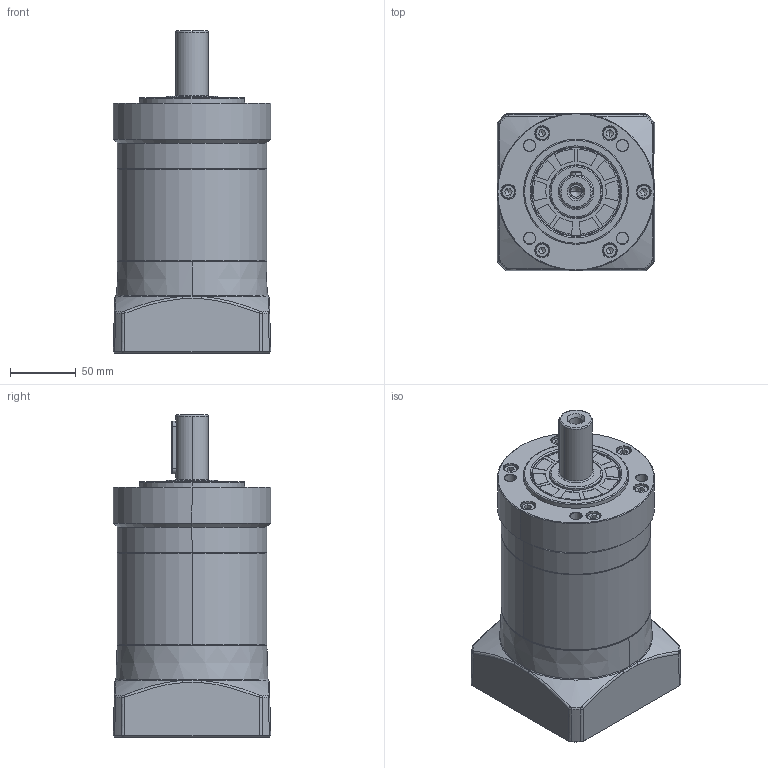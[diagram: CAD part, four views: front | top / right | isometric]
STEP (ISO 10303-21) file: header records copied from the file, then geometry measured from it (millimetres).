
FILE_DESCRIPTION (( 'STEP AP214' ), '1' );
FILE_NAME ('FE-120-L2-P2-¦µ24-¦µ95-¦µ115-M6-59.STEP', '2024-01-04T08:12:52', ( 'admin' ), ( '' ), 'SwSTEP 2.0', 'SolidWorks 2013', '' );
FILE_SCHEMA (( 'AUTOMOTIVE_DESIGN' ));
Length unit declared in the file: millimetre
Products named in the file (9): 镂空输入法兰FE120-95x70xM6(115); 单边锁输入轴FE120-24（带螺丝）; A倰す瑩8X40; 怀堤俴陎殤FE120-C25; 内齿圈FE120-S108; M6樓粟菜; 怀堤傷褲极FE120; FBK嘎殤蚐猾 KG40x68x5; FE-120-L2-P2-朴24-朴95-朴115-M6-59
Assembly tree (19 placements, depth 2):
  FE-120-L2-P2-朴24-朴95-朴115-M6-59
    FBK嘎殤蚐猾 KG40x68x5
    怀堤傷褲极FE120
    M6樓粟菜  x12
    内齿圈FE120-S108
    怀堤俴陎殤FE120-C25
    A倰す瑩8X40
    单边锁输入轴FE120-24（带螺丝）
    镂空输入法兰FE120-95x70xM6(115)
Bounding box: 120 x 120 x 245.5 mm (x, y, z)
Volume: 1811141.4 mm3; surface area: 251735.7 mm2
Topology: 8 solids, 33 shells, 1255 faces, 2973 edges, 1804 vertices
Faces by surface type: bspline 387, plane 345, cylinder 271, cone 207, torus 45
Entity records: 43577 total; most frequent: CARTESIAN_POINT 23386, ORIENTED_EDGE 4575, DIRECTION 3478, EDGE_CURVE 2291, AXIS2_PLACEMENT_3D 1410, VERTEX_POINT 1375, EDGE_LOOP 1079, ADVANCED_FACE 991
